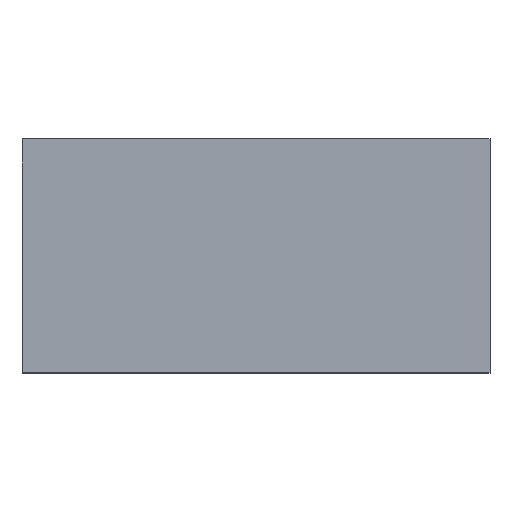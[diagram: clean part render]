
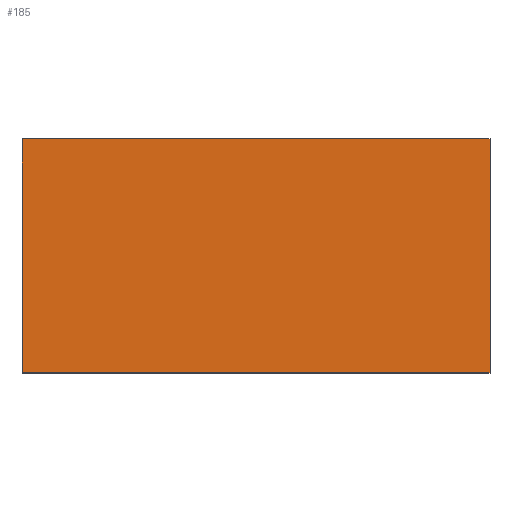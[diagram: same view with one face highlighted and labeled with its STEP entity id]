
A CAD part, top view. The second image highlights one B-rep face of the part: STEP entity #185.
In plain terms, the highlighted planar face has unit normal (0, 0, 1).
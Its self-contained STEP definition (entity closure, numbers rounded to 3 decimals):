
#185=ADVANCED_FACE('',(#244),#224,.T.);
#224=PLANE('',#728);
#244=FACE_OUTER_BOUND('',#268,.T.);
#268=EDGE_LOOP('',(#336,#337,#338,#339));
#336=ORIENTED_EDGE('',*,*,#544,.T.);
#337=ORIENTED_EDGE('',*,*,#548,.T.);
#338=ORIENTED_EDGE('',*,*,#551,.T.);
#339=ORIENTED_EDGE('',*,*,#553,.T.);
#484=VERTEX_POINT('',#991);
#485=VERTEX_POINT('',#993);
#487=VERTEX_POINT('',#999);
#489=VERTEX_POINT('',#1005);
#544=EDGE_CURVE('',#485,#484,#625,.T.);
#548=EDGE_CURVE('',#484,#487,#629,.T.);
#551=EDGE_CURVE('',#487,#489,#632,.T.);
#553=EDGE_CURVE('',#489,#485,#634,.T.);
#625=LINE('',#992,#675);
#629=LINE('',#1000,#679);
#632=LINE('',#1006,#682);
#634=LINE('',#1009,#684);
#675=VECTOR('',#798,1.);
#679=VECTOR('',#804,1.);
#682=VECTOR('',#809,1.);
#684=VECTOR('',#813,1.);
#728=AXIS2_PLACEMENT_3D('',#1011,#816,#817);
#798=DIRECTION('',(1.,0.,0.));
#804=DIRECTION('',(0.,1.,0.));
#809=DIRECTION('',(-1.,0.,0.));
#813=DIRECTION('',(0.,-1.,0.));
#816=DIRECTION('',(0.,0.,1.));
#817=DIRECTION('',(1.,0.,0.));
#991=CARTESIAN_POINT('',(60.,-30.,30.));
#992=CARTESIAN_POINT('',(-60.,-30.,30.));
#993=CARTESIAN_POINT('',(-60.,-30.,30.));
#999=CARTESIAN_POINT('',(60.,30.,30.));
#1000=CARTESIAN_POINT('',(60.,-30.,30.));
#1005=CARTESIAN_POINT('',(-60.,30.,30.));
#1006=CARTESIAN_POINT('',(60.,30.,30.));
#1009=CARTESIAN_POINT('',(-60.,30.,30.));
#1011=CARTESIAN_POINT('',(0.,0.,30.));
